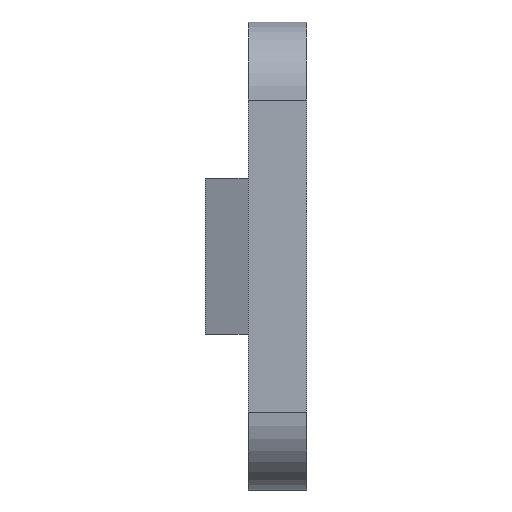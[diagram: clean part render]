
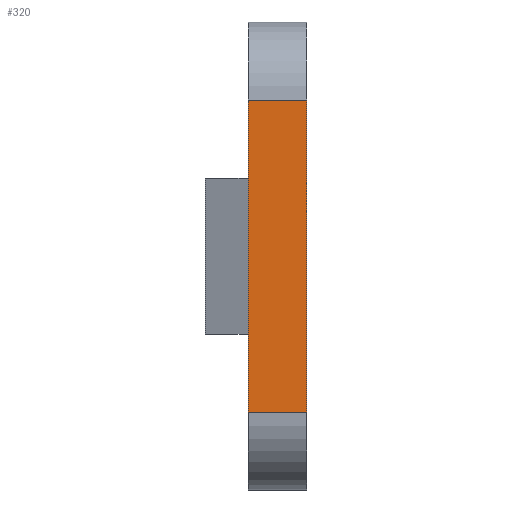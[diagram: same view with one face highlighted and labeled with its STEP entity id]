
A CAD part, left-side view. The second image highlights one B-rep face of the part: STEP entity #320.
In plain terms, the highlighted planar face has unit normal (-1, 0, 0).
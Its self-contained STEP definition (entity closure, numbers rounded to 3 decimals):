
#93 = PLANE ( 'NONE',  #157 ) ;
#157 = AXIS2_PLACEMENT_3D ( 'NONE', #988, #1296, #2511 ) ;
#293 = LINE ( 'NONE', #2539, #3670 ) ;
#320 = ADVANCED_FACE ( 'NONE', ( #3406 ), #93, .T. ) ;
#337 = DIRECTION ( 'NONE',  ( 0., -1., 0. ) ) ;
#545 = LINE ( 'NONE', #2912, #1687 ) ;
#613 = EDGE_CURVE ( 'NONE', #3863, #2821, #293, .T. ) ;
#661 = EDGE_CURVE ( 'NONE', #3375, #2491, #3067, .T. ) ;
#947 = CARTESIAN_POINT ( 'NONE',  ( 0., 3., 12. ) ) ;
#988 = CARTESIAN_POINT ( 'NONE',  ( 0., 0., 0. ) ) ;
#997 = EDGE_LOOP ( 'NONE', ( #2663, #2512, #1188, #1857 ) ) ;
#1188 = ORIENTED_EDGE ( 'NONE', *, *, #1691, .T. ) ;
#1296 = DIRECTION ( 'NONE',  ( -1., 0., 0. ) ) ;
#1326 = DIRECTION ( 'NONE',  ( 0., 1., 0. ) ) ;
#1675 = CARTESIAN_POINT ( 'NONE',  ( 0., 0., -4. ) ) ;
#1687 = VECTOR ( 'NONE', #3252, 1000. ) ;
#1691 = EDGE_CURVE ( 'NONE', #2821, #3375, #545, .T. ) ;
#1857 = ORIENTED_EDGE ( 'NONE', *, *, #661, .T. ) ;
#2406 = VECTOR ( 'NONE', #337, 1000. ) ;
#2438 = VECTOR ( 'NONE', #3283, 1000. ) ;
#2439 = CARTESIAN_POINT ( 'NONE',  ( 0., 0., 12. ) ) ;
#2491 = VERTEX_POINT ( 'NONE', #1675 ) ;
#2511 = DIRECTION ( 'NONE',  ( 0., 0., 1. ) ) ;
#2512 = ORIENTED_EDGE ( 'NONE', *, *, #613, .T. ) ;
#2539 = CARTESIAN_POINT ( 'NONE',  ( 0., 0., 12. ) ) ;
#2663 = ORIENTED_EDGE ( 'NONE', *, *, #3423, .T. ) ;
#2821 = VERTEX_POINT ( 'NONE', #947 ) ;
#2912 = CARTESIAN_POINT ( 'NONE',  ( 0., 3., 0. ) ) ;
#3067 = LINE ( 'NONE', #3473, #2406 ) ;
#3202 = CARTESIAN_POINT ( 'NONE',  ( 0., 0., 0. ) ) ;
#3225 = LINE ( 'NONE', #3202, #2438 ) ;
#3252 = DIRECTION ( 'NONE',  ( 0., 0., -1. ) ) ;
#3283 = DIRECTION ( 'NONE',  ( 0., 0., 1. ) ) ;
#3375 = VERTEX_POINT ( 'NONE', #3561 ) ;
#3406 = FACE_OUTER_BOUND ( 'NONE', #997, .T. ) ;
#3423 = EDGE_CURVE ( 'NONE', #2491, #3863, #3225, .T. ) ;
#3473 = CARTESIAN_POINT ( 'NONE',  ( 0., 0., -4. ) ) ;
#3561 = CARTESIAN_POINT ( 'NONE',  ( 0., 3., -4. ) ) ;
#3670 = VECTOR ( 'NONE', #1326, 1000. ) ;
#3863 = VERTEX_POINT ( 'NONE', #2439 ) ;
